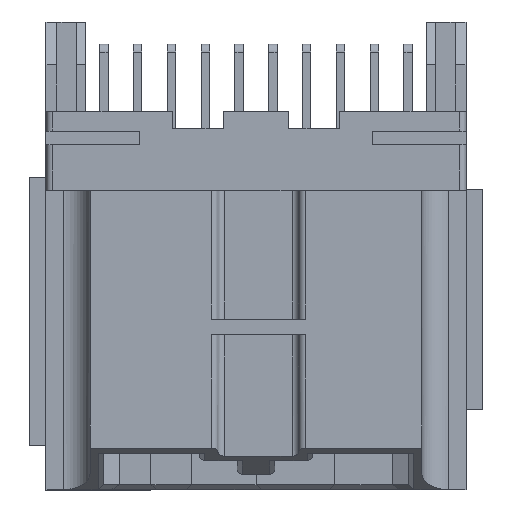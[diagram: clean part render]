
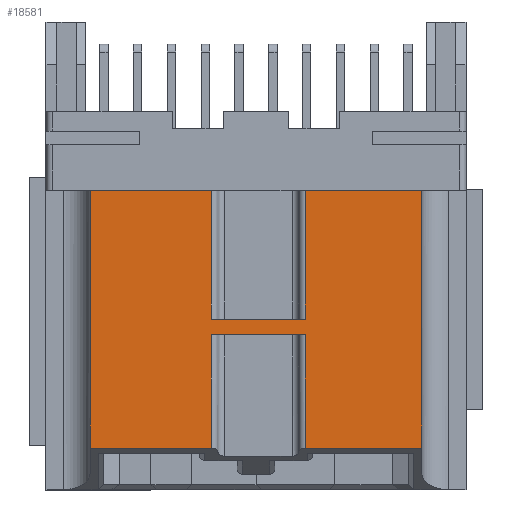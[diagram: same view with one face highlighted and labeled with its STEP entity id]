
A CAD part, top view. The second image highlights one B-rep face of the part: STEP entity #18581.
In plain terms, the highlighted planar face has unit normal (0, 0, 1).
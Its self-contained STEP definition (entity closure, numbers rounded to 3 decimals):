
#491 = CARTESIAN_POINT ( 'NONE',  ( -3.358, -28.777, 22.05 ) ) ;
#662 = ORIENTED_EDGE ( 'NONE', *, *, #28606, .T. ) ;
#903 = CARTESIAN_POINT ( 'NONE',  ( -15.785, -28.777, 22.05 ) ) ;
#1270 = ORIENTED_EDGE ( 'NONE', *, *, #19832, .F. ) ;
#1276 = CARTESIAN_POINT ( 'NONE',  ( -3.358, -20.274, 22.05 ) ) ;
#1429 = LINE ( 'NONE', #903, #31251 ) ;
#2150 = CARTESIAN_POINT ( 'NONE',  ( 3.711, -28.777, 22.05 ) ) ;
#2195 = CARTESIAN_POINT ( 'NONE',  ( -12.467, -9.39, 22.05 ) ) ;
#3888 = DIRECTION ( 'NONE',  ( 0., -1., 0. ) ) ;
#4570 = DIRECTION ( 'NONE',  ( 1., 0., 0. ) ) ;
#5208 = VERTEX_POINT ( 'NONE', #12361 ) ;
#6324 = LINE ( 'NONE', #20905, #17757 ) ;
#6416 = DIRECTION ( 'NONE',  ( -1., 0., 0. ) ) ;
#7037 = DIRECTION ( 'NONE',  ( -1., 0., 0. ) ) ;
#7103 = VERTEX_POINT ( 'NONE', #27628 ) ;
#7130 = CARTESIAN_POINT ( 'NONE',  ( 3.711, -20.274, 22.05 ) ) ;
#7585 = EDGE_CURVE ( 'NONE', #23200, #9740, #28432, .T. ) ;
#7989 = ORIENTED_EDGE ( 'NONE', *, *, #12790, .T. ) ;
#8137 = CARTESIAN_POINT ( 'NONE',  ( 12.467, -28.777, 22.05 ) ) ;
#8156 = VECTOR ( 'NONE', #13011, 1000. ) ;
#8193 = EDGE_CURVE ( 'NONE', #28482, #23200, #11651, .T. ) ;
#9038 = LINE ( 'NONE', #19818, #18467 ) ;
#9602 = ORIENTED_EDGE ( 'NONE', *, *, #26640, .T. ) ;
#9740 = VERTEX_POINT ( 'NONE', #17593 ) ;
#9959 = CARTESIAN_POINT ( 'NONE',  ( 0., 0., 22.05 ) ) ;
#10527 = EDGE_CURVE ( 'NONE', #29899, #5208, #20611, .T. ) ;
#10694 = ORIENTED_EDGE ( 'NONE', *, *, #7585, .T. ) ;
#10881 = VECTOR ( 'NONE', #3888, 1000. ) ;
#11256 = VECTOR ( 'NONE', #29939, 1000. ) ;
#11313 = ORIENTED_EDGE ( 'NONE', *, *, #10527, .T. ) ;
#11325 = CARTESIAN_POINT ( 'NONE',  ( -3.358, -9.39, 22.05 ) ) ;
#11475 = DIRECTION ( 'NONE',  ( 1., 0., 0. ) ) ;
#11651 = LINE ( 'NONE', #17319, #25009 ) ;
#12361 = CARTESIAN_POINT ( 'NONE',  ( 3.711, -9.39, 22.05 ) ) ;
#12652 = LINE ( 'NONE', #2150, #30829 ) ;
#12790 = EDGE_CURVE ( 'NONE', #5208, #16979, #20538, .T. ) ;
#13011 = DIRECTION ( 'NONE',  ( 0., 1., 0. ) ) ;
#13309 = EDGE_CURVE ( 'NONE', #7103, #24838, #1429, .T. ) ;
#14739 = DIRECTION ( 'NONE',  ( 1., 0., 0. ) ) ;
#15418 = VERTEX_POINT ( 'NONE', #1276 ) ;
#15546 = DIRECTION ( 'NONE',  ( 0., 1., 0. ) ) ;
#15798 = DIRECTION ( 'NONE',  ( 0., 0., 1. ) ) ;
#16001 = CARTESIAN_POINT ( 'NONE',  ( -3.358, -9.39, 22.05 ) ) ;
#16072 = LINE ( 'NONE', #34342, #24794 ) ;
#16394 = EDGE_CURVE ( 'NONE', #15418, #30063, #6324, .T. ) ;
#16639 = ORIENTED_EDGE ( 'NONE', *, *, #13309, .T. ) ;
#16979 = VERTEX_POINT ( 'NONE', #33959 ) ;
#17319 = CARTESIAN_POINT ( 'NONE',  ( -15.785, -9.39, 22.05 ) ) ;
#17593 = CARTESIAN_POINT ( 'NONE',  ( -12.467, -28.777, 22.05 ) ) ;
#17757 = VECTOR ( 'NONE', #4570, 1000. ) ;
#18095 = VECTOR ( 'NONE', #11475, 1000. ) ;
#18467 = VECTOR ( 'NONE', #6416, 1000. ) ;
#18581 = ADVANCED_FACE ( 'NONE', ( #20225 ), #20047, .T. ) ;
#18637 = ORIENTED_EDGE ( 'NONE', *, *, #27988, .T. ) ;
#19264 = LINE ( 'NONE', #32399, #11256 ) ;
#19465 = CARTESIAN_POINT ( 'NONE',  ( -15.785, -28.777, 22.05 ) ) ;
#19818 = CARTESIAN_POINT ( 'NONE',  ( -3.358, -19.083, 22.05 ) ) ;
#19832 = EDGE_CURVE ( 'NONE', #29899, #24838, #19264, .T. ) ;
#20047 = PLANE ( 'NONE',  #31354 ) ;
#20204 = CARTESIAN_POINT ( 'NONE',  ( 3.711, -28.777, 22.05 ) ) ;
#20225 = FACE_OUTER_BOUND ( 'NONE', #26428, .T. ) ;
#20424 = DIRECTION ( 'NONE',  ( 0., -1., 0. ) ) ;
#20538 = LINE ( 'NONE', #20204, #34587 ) ;
#20611 = LINE ( 'NONE', #30962, #24222 ) ;
#20905 = CARTESIAN_POINT ( 'NONE',  ( -3.358, -20.274, 22.05 ) ) ;
#21576 = LINE ( 'NONE', #19465, #18095 ) ;
#22596 = DIRECTION ( 'NONE',  ( -1., 0., 0. ) ) ;
#22656 = CARTESIAN_POINT ( 'NONE',  ( -3.358, -19.083, 22.05 ) ) ;
#23200 = VERTEX_POINT ( 'NONE', #2195 ) ;
#24222 = VECTOR ( 'NONE', #7037, 1000. ) ;
#24730 = CARTESIAN_POINT ( 'NONE',  ( 12.467, -9.39, 22.05 ) ) ;
#24794 = VECTOR ( 'NONE', #15546, 1000. ) ;
#24838 = VERTEX_POINT ( 'NONE', #8137 ) ;
#25009 = VECTOR ( 'NONE', #22596, 1000. ) ;
#25285 = CARTESIAN_POINT ( 'NONE',  ( -12.467, -9.39, 22.05 ) ) ;
#25654 = ORIENTED_EDGE ( 'NONE', *, *, #16394, .T. ) ;
#26328 = DIRECTION ( 'NONE',  ( 1., 0., 0. ) ) ;
#26428 = EDGE_LOOP ( 'NONE', ( #11313, #7989, #662, #9602, #27966, #10694, #33668, #27845, #25654, #18637, #16639, #1270 ) ) ;
#26640 = EDGE_CURVE ( 'NONE', #27501, #28482, #29337, .T. ) ;
#27501 = VERTEX_POINT ( 'NONE', #22656 ) ;
#27628 = CARTESIAN_POINT ( 'NONE',  ( 3.711, -28.777, 22.05 ) ) ;
#27845 = ORIENTED_EDGE ( 'NONE', *, *, #31520, .T. ) ;
#27966 = ORIENTED_EDGE ( 'NONE', *, *, #8193, .T. ) ;
#27988 = EDGE_CURVE ( 'NONE', #30063, #7103, #12652, .T. ) ;
#28229 = DIRECTION ( 'NONE',  ( 0., -1., 0. ) ) ;
#28432 = LINE ( 'NONE', #25285, #10881 ) ;
#28482 = VERTEX_POINT ( 'NONE', #11325 ) ;
#28606 = EDGE_CURVE ( 'NONE', #16979, #27501, #9038, .T. ) ;
#29337 = LINE ( 'NONE', #16001, #8156 ) ;
#29899 = VERTEX_POINT ( 'NONE', #24730 ) ;
#29939 = DIRECTION ( 'NONE',  ( 0., -1., 0. ) ) ;
#30063 = VERTEX_POINT ( 'NONE', #7130 ) ;
#30829 = VECTOR ( 'NONE', #20424, 1000. ) ;
#30962 = CARTESIAN_POINT ( 'NONE',  ( -15.785, -9.39, 22.05 ) ) ;
#31251 = VECTOR ( 'NONE', #14739, 1000. ) ;
#31286 = EDGE_CURVE ( 'NONE', #9740, #34414, #21576, .T. ) ;
#31354 = AXIS2_PLACEMENT_3D ( 'NONE', #9959, #15798, #26328 ) ;
#31520 = EDGE_CURVE ( 'NONE', #34414, #15418, #16072, .T. ) ;
#32399 = CARTESIAN_POINT ( 'NONE',  ( 12.467, -9.39, 22.05 ) ) ;
#33668 = ORIENTED_EDGE ( 'NONE', *, *, #31286, .T. ) ;
#33959 = CARTESIAN_POINT ( 'NONE',  ( 3.711, -19.083, 22.05 ) ) ;
#34342 = CARTESIAN_POINT ( 'NONE',  ( -3.358, -9.39, 22.05 ) ) ;
#34414 = VERTEX_POINT ( 'NONE', #491 ) ;
#34587 = VECTOR ( 'NONE', #28229, 1000. ) ;
